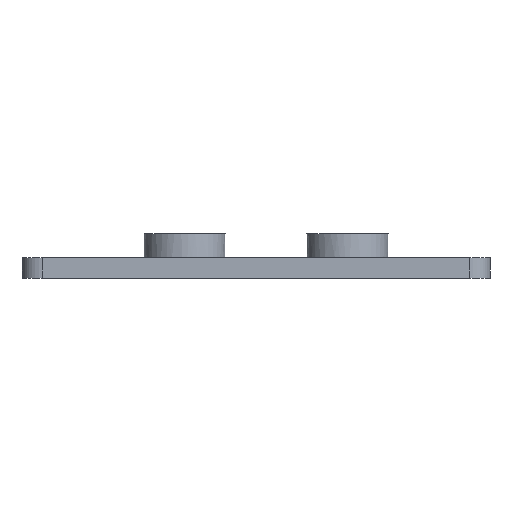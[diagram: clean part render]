
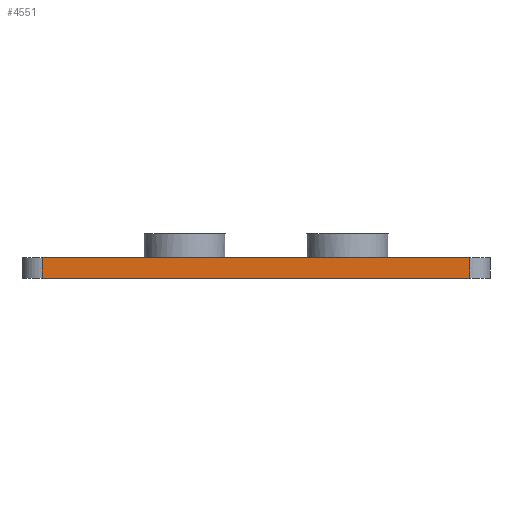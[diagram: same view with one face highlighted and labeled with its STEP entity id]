
A CAD part, front view. The second image highlights one B-rep face of the part: STEP entity #4551.
In plain terms, the highlighted planar face has unit normal (0, -1, 0).
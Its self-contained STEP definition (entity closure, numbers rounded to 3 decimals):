
#237=PLANE('',#4987);
#469=FACE_OUTER_BOUND('',#735,.T.);
#735=EDGE_LOOP('',(#4207,#4208,#4209,#4210));
#764=LINE('',#6337,#1232);
#896=LINE('',#6742,#1364);
#897=LINE('',#6745,#1365);
#1216=LINE('',#7616,#1684);
#1232=VECTOR('',#5030,10.);
#1364=VECTOR('',#5318,10.);
#1365=VECTOR('',#5321,10.);
#1684=VECTOR('',#6284,10.);
#1887=VERTEX_POINT('',#6334);
#1888=VERTEX_POINT('',#6336);
#2083=VERTEX_POINT('',#6740);
#2084=VERTEX_POINT('',#6744);
#2335=EDGE_CURVE('',#1887,#1888,#764,.T.);
#2538=EDGE_CURVE('',#2083,#1887,#896,.T.);
#2539=EDGE_CURVE('',#1888,#2084,#897,.T.);
#2964=EDGE_CURVE('',#2083,#2084,#1216,.T.);
#4207=ORIENTED_EDGE('',*,*,#2538,.F.);
#4208=ORIENTED_EDGE('',*,*,#2964,.T.);
#4209=ORIENTED_EDGE('',*,*,#2539,.F.);
#4210=ORIENTED_EDGE('',*,*,#2335,.F.);
#4551=ADVANCED_FACE('',(#469),#237,.T.);
#4987=AXIS2_PLACEMENT_3D('',#7615,#6282,#6283);
#5030=DIRECTION('',(1.,0.,0.));
#5318=DIRECTION('',(0.,0.,1.));
#5321=DIRECTION('',(0.,0.,-1.));
#6282=DIRECTION('center_axis',(0.,-1.,0.));
#6283=DIRECTION('ref_axis',(1.,0.,0.));
#6284=DIRECTION('',(1.,0.,0.));
#6334=CARTESIAN_POINT('',(-4.,-205.,4.));
#6336=CARTESIAN_POINT('',(80.,-205.,4.));
#6337=CARTESIAN_POINT('',(-8.,-205.,4.));
#6740=CARTESIAN_POINT('',(-4.,-205.,0.));
#6742=CARTESIAN_POINT('',(-4.,-205.,0.));
#6744=CARTESIAN_POINT('',(80.,-205.,0.));
#6745=CARTESIAN_POINT('',(80.,-205.,0.));
#7615=CARTESIAN_POINT('Origin',(-8.,-205.,0.));
#7616=CARTESIAN_POINT('',(-8.,-205.,0.));
